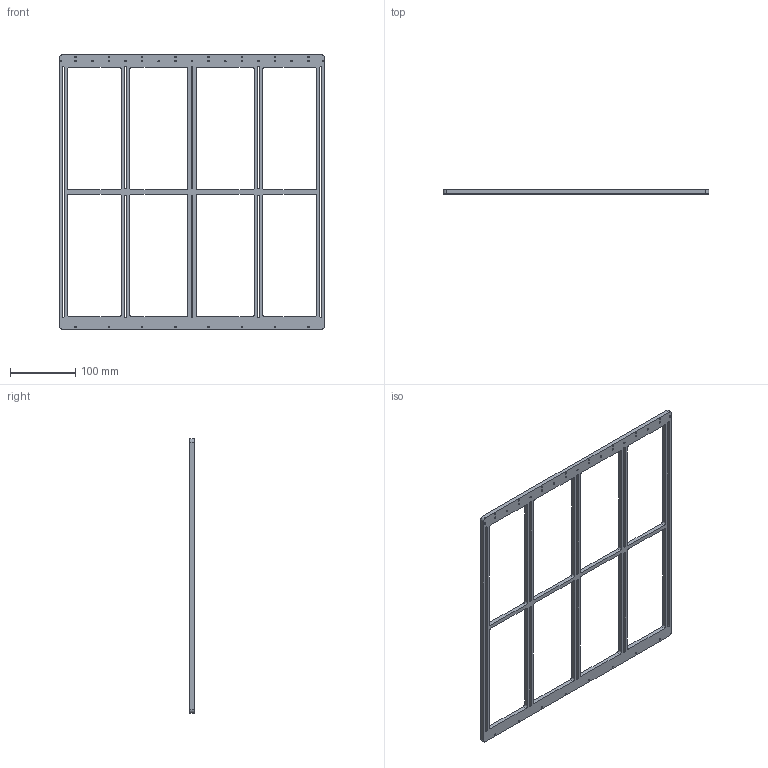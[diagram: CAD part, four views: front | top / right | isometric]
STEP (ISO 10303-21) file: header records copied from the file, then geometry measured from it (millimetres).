
FILE_DESCRIPTION(/* description */ (''),/* implementation_level */ '2;1');
FILE_NAME(/* name */ 'Base Plate v1.step',/* time_stamp */ '2016-10-06T14:44:35-05:00',/* author */ (''),/* organization */ (''),/* preprocessor_version */ 'ST-DEVELOPER v16.5',/* originating_system */ 'Autodesk Translation Framework v5.1.0.2740',/* authorisation */ '');
FILE_SCHEMA (('AUTOMOTIVE_DESIGN { 1 0 10303 214 3 1 1 }'));
Length unit declared in the file: centimetre
Products named in the file (1): Base Plate v1
Bounding box: 406.4 x 6.35 x 419.1 mm (x, y, z)
Volume: 218914.6 mm3; surface area: 137984.9 mm2
Topology: 1 solids, 1 shells, 209 faces, 552 edges, 368 vertices
Faces by surface type: cylinder 116, plane 93
Full cylindrical faces by diameter (mm): 2.381 x18, 2.388 x15, 4.115 x15
Entity records: 6538 total; most frequent: DIRECTION 1156, CARTESIAN_POINT 1082, ORIENTED_EDGE 1008, EDGE_CURVE 504, AXIS2_PLACEMENT_3D 442, EDGE_LOOP 378, VERTEX_POINT 368, LINE 272
